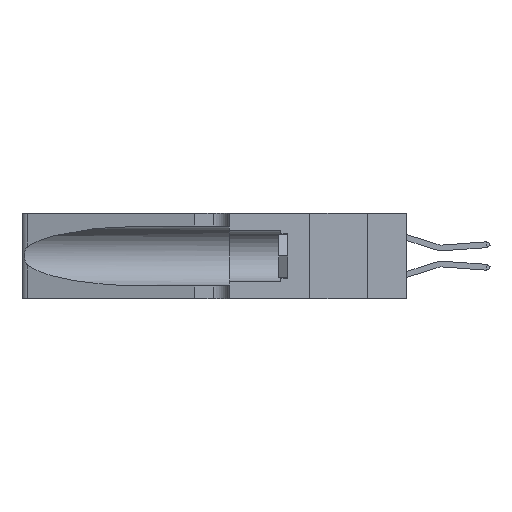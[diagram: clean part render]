
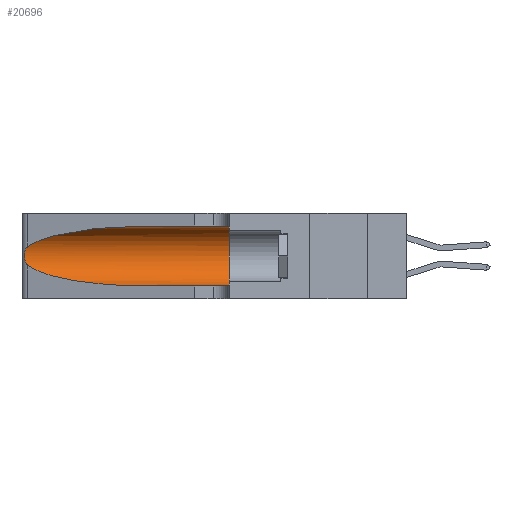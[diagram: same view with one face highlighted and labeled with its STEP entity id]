
A CAD part, left-side view. The second image highlights one B-rep face of the part: STEP entity #20696.
In plain terms, the highlighted cylindrical face has radius 3.308 mm (diameter 6.617 mm), a partial arc.
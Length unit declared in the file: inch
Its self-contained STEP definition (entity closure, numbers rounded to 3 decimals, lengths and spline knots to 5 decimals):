
#743 = DIRECTION ( 'NONE',  ( 0., 1., 0. ) ) ;
#918 = DIRECTION ( 'NONE',  ( 0., -1., 0. ) ) ;
#955 = CARTESIAN_POINT ( 'NONE',  ( 0.1305, 0.35, 0.31525 ) ) ;
#1163 = CARTESIAN_POINT ( 'NONE',  ( 0.26017, 1.23833, 0.17102 ) ) ;
#1892 = VECTOR ( 'NONE', #22965, 39.37008 ) ;
#1923 = EDGE_CURVE ( 'NONE', #9229, #26026, #28394, .T. ) ;
#2759 = CARTESIAN_POINT ( 'NONE',  ( 0.1305, 0.72297, 0.31525 ) ) ;
#3782 = EDGE_CURVE ( 'NONE', #41225, #43297, #32140, .T. ) ;
#4188 = CARTESIAN_POINT ( 'NONE',  ( 0.1305, 0.72297, 0.05475 ) ) ;
#4767 = CARTESIAN_POINT ( 'NONE',  ( 0.25789, 1.23486, 0.15765 ) ) ;
#6978 = B_SPLINE_CURVE_WITH_KNOTS ( 'NONE', 3,
 ( #43962, #18992, #37031, #15557, #40586, #19147, #44113, #22810, #1163, #26411, #4767, #30009, #8401, #33602 ),
 .UNSPECIFIED., .F., .F.,
 ( 4, 2, 2, 2, 2, 2, 4 ),
 ( 0., 0.00027, 0.00053, 0.00107, 0.0016, 0.00187, 0.00214 ),
 .UNSPECIFIED. ) ;
#8401 = CARTESIAN_POINT ( 'NONE',  ( 0.25555, 1.22993, 0.14849 ) ) ;
#9229 = VERTEX_POINT ( 'NONE', #4188 ) ;
#9517 = EDGE_CURVE ( 'NONE', #28657, #9229, #15447, .T. ) ;
#10448 = CARTESIAN_POINT ( 'NONE',  ( 0.18966, 0.96281, 0.31525 ) ) ;
#11592 = EDGE_CURVE ( 'NONE', #43297, #28657, #6978, .T. ) ;
#11818 = DIRECTION ( 'NONE',  ( 0., 0., -1. ) ) ;
#12064 = CARTESIAN_POINT ( 'NONE',  ( 0.1305, 1.61858, 0.31525 ) ) ;
#15447 =( BOUNDED_CURVE ( )  B_SPLINE_CURVE ( 3, ( #37960, #41360, #41500, #20111 ),
 .UNSPECIFIED., .F., .F. ) 
 B_SPLINE_CURVE_WITH_KNOTS ( ( 4, 4 ),
 ( 3.44316, 4.71239 ),
 .UNSPECIFIED. ) 
 CURVE ( )  GEOMETRIC_REPRESENTATION_ITEM ( )  RATIONAL_B_SPLINE_CURVE ( ( 1., 0.87, 0.87, 1. ) ) 
 REPRESENTATION_ITEM ( '' )  );
#15557 = CARTESIAN_POINT ( 'NONE',  ( 0.25787, 1.23484, 0.2124 ) ) ;
#16861 = ORIENTED_EDGE ( 'NONE', *, *, #29415, .F. ) ;
#17737 = CARTESIAN_POINT ( 'NONE',  ( 0.2373, 1.15595, 0.28018 ) ) ;
#18992 = CARTESIAN_POINT ( 'NONE',  ( 0.25555, 1.22994, 0.2215 ) ) ;
#19048 = ORIENTED_EDGE ( 'NONE', *, *, #11592, .T. ) ;
#19147 = CARTESIAN_POINT ( 'NONE',  ( 0.26018, 1.23835, 0.19895 ) ) ;
#19149 = CIRCLE ( 'NONE', #37542, 0.13025 ) ;
#20111 = CARTESIAN_POINT ( 'NONE',  ( 0.1305, 0.72297, 0.05475 ) ) ;
#20696 = ADVANCED_FACE ( 'NONE', ( #27364 ), #45130, .F. ) ;
#22387 = CARTESIAN_POINT ( 'NONE',  ( 0.1305, 0.35, 0.185 ) ) ;
#22470 = ORIENTED_EDGE ( 'NONE', *, *, #9517, .T. ) ;
#22810 = CARTESIAN_POINT ( 'NONE',  ( 0.26075, 1.23896, 0.178 ) ) ;
#22965 = DIRECTION ( 'NONE',  ( 0., -1., 0. ) ) ;
#24049 = VERTEX_POINT ( 'NONE', #955 ) ;
#24668 = EDGE_CURVE ( 'NONE', #24049, #26026, #19149, .T. ) ;
#25544 = EDGE_LOOP ( 'NONE', ( #39748, #19048, #22470, #35385, #41995, #16861 ) ) ;
#26000 = DIRECTION ( 'NONE',  ( 0., 0., 1. ) ) ;
#26026 = VERTEX_POINT ( 'NONE', #28424 ) ;
#26411 = CARTESIAN_POINT ( 'NONE',  ( 0.25856, 1.23593, 0.16098 ) ) ;
#27364 = FACE_OUTER_BOUND ( 'NONE', #25544, .T. ) ;
#28394 = LINE ( 'NONE', #36677, #46155 ) ;
#28424 = CARTESIAN_POINT ( 'NONE',  ( 0.1305, 0.35, 0.05475 ) ) ;
#28657 = VERTEX_POINT ( 'NONE', #29913 ) ;
#29415 = EDGE_CURVE ( 'NONE', #41225, #24049, #39008, .T. ) ;
#29913 = CARTESIAN_POINT ( 'NONE',  ( 0.25487, 1.22718, 0.14631 ) ) ;
#30009 = CARTESIAN_POINT ( 'NONE',  ( 0.25639, 1.23186, 0.15144 ) ) ;
#32140 =( BOUNDED_CURVE ( )  B_SPLINE_CURVE ( 3, ( #39166, #10448, #17737, #42692 ),
 .UNSPECIFIED., .F., .F. ) 
 B_SPLINE_CURVE_WITH_KNOTS ( ( 4, 4 ),
 ( 1.5708, 2.84003 ),
 .UNSPECIFIED. ) 
 CURVE ( )  GEOMETRIC_REPRESENTATION_ITEM ( )  RATIONAL_B_SPLINE_CURVE ( ( 1., 0.87, 0.87, 1. ) ) 
 REPRESENTATION_ITEM ( '' )  );
#33358 = CARTESIAN_POINT ( 'NONE',  ( 0.1305, 1.61858, 0.185 ) ) ;
#33602 = CARTESIAN_POINT ( 'NONE',  ( 0.25487, 1.22718, 0.14631 ) ) ;
#35385 = ORIENTED_EDGE ( 'NONE', *, *, #1923, .T. ) ;
#36544 = CARTESIAN_POINT ( 'NONE',  ( 0.25487, 1.22718, 0.22369 ) ) ;
#36677 = CARTESIAN_POINT ( 'NONE',  ( 0.1305, 1.61858, 0.05475 ) ) ;
#37031 = CARTESIAN_POINT ( 'NONE',  ( 0.25639, 1.23184, 0.21858 ) ) ;
#37542 = AXIS2_PLACEMENT_3D ( 'NONE', #22387, #743, #26000 ) ;
#37747 = AXIS2_PLACEMENT_3D ( 'NONE', #33358, #918, #11818 ) ;
#37960 = CARTESIAN_POINT ( 'NONE',  ( 0.25487, 1.22718, 0.14631 ) ) ;
#39008 = LINE ( 'NONE', #12064, #1892 ) ;
#39166 = CARTESIAN_POINT ( 'NONE',  ( 0.1305, 0.72297, 0.31525 ) ) ;
#39748 = ORIENTED_EDGE ( 'NONE', *, *, #3782, .T. ) ;
#40220 = DIRECTION ( 'NONE',  ( 0., -1., 0. ) ) ;
#40586 = CARTESIAN_POINT ( 'NONE',  ( 0.25854, 1.2359, 0.20912 ) ) ;
#41225 = VERTEX_POINT ( 'NONE', #2759 ) ;
#41360 = CARTESIAN_POINT ( 'NONE',  ( 0.2373, 1.15595, 0.08982 ) ) ;
#41500 = CARTESIAN_POINT ( 'NONE',  ( 0.18966, 0.96281, 0.05475 ) ) ;
#41995 = ORIENTED_EDGE ( 'NONE', *, *, #24668, .F. ) ;
#42692 = CARTESIAN_POINT ( 'NONE',  ( 0.25487, 1.22718, 0.22369 ) ) ;
#43297 = VERTEX_POINT ( 'NONE', #36544 ) ;
#43962 = CARTESIAN_POINT ( 'NONE',  ( 0.25487, 1.22718, 0.22369 ) ) ;
#44113 = CARTESIAN_POINT ( 'NONE',  ( 0.26075, 1.23896, 0.19203 ) ) ;
#45130 = CYLINDRICAL_SURFACE ( 'NONE', #37747, 0.13025 ) ;
#46155 = VECTOR ( 'NONE', #40220, 39.37008 ) ;
